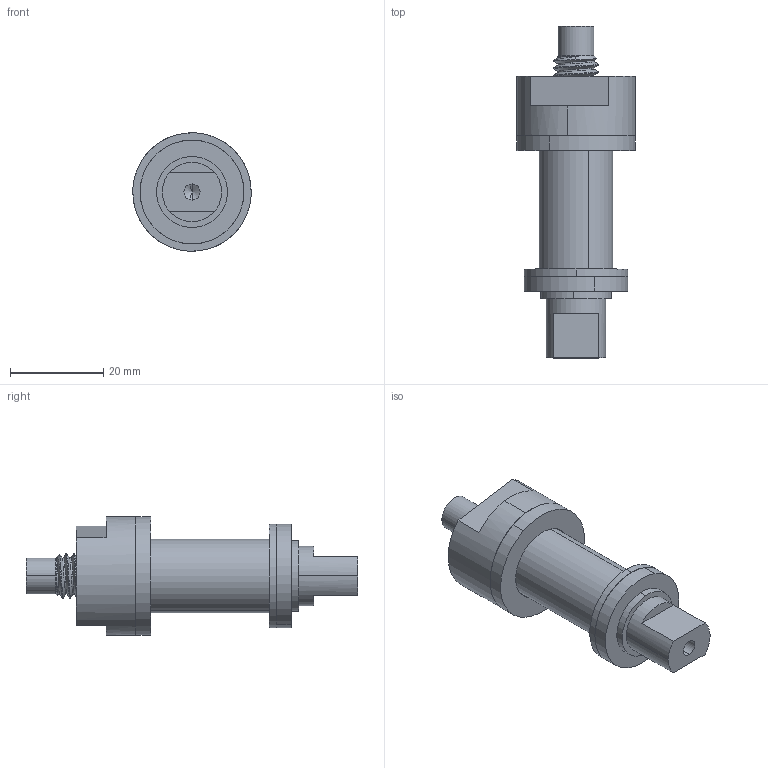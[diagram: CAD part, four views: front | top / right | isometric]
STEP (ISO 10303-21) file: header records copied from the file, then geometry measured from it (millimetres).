
FILE_DESCRIPTION (( 'STEP AP203' ), '1' );
FILE_NAME ('High Current Passthrough.STEP', '2021-10-25T18:03:14', ( '' ), ( '' ), 'SwSTEP 2.0', 'SolidWorks 2020', '' );
FILE_SCHEMA (( 'CONFIG_CONTROL_DESIGN' ));
Length unit declared in the file: millimetre
Products named in the file (7): High Current Rod; Teflon washer; Gasket 2 High Current; High Current Passthrough Nut; Gasket 1 High Current; High Current Passthrough; High Current Insulator
Assembly tree (6 placements, depth 2):
  High Current Passthrough
    High Current Rod
    High Current Insulator
    Gasket 1 High Current
    Gasket 2 High Current
    High Current Passthrough Nut
    Teflon washer
Bounding box: 25.4 x 71.12 x 25.4 mm (x, y, z)
Volume: 15761.8 mm3; surface area: 10283.3 mm2
Topology: 6 solids, 6 shells, 97 faces, 235 edges, 153 vertices
Faces by surface type: cylinder 60, plane 25, cone 9, bspline 3
Entity records: 8397 total; most frequent: CARTESIAN_POINT 5460, DIRECTION 462, ORIENTED_EDGE 462, EDGE_CURVE 231, AXIS2_PLACEMENT_3D 189, VERTEX_POINT 153, EDGE_LOOP 114, FACE_OUTER_BOUND 97
